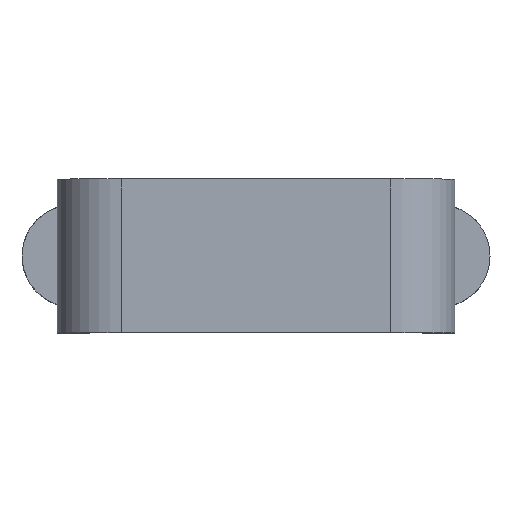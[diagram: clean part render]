
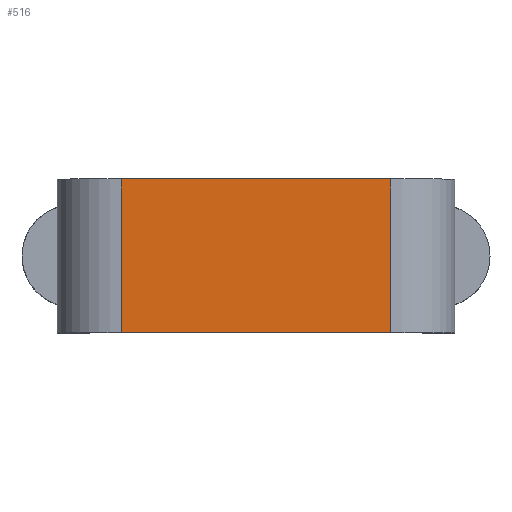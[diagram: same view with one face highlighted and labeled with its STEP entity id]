
A CAD part, top view. The second image highlights one B-rep face of the part: STEP entity #516.
In plain terms, the highlighted planar face has unit normal (0, 0, 1).
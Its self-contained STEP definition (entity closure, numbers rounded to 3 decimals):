
#109 = VERTEX_POINT('',#110);
#110 = CARTESIAN_POINT('',(9.9,-2.4,5.1));
#117 = EDGE_CURVE('',#118,#109,#120,.T.);
#118 = VERTEX_POINT('',#119);
#119 = CARTESIAN_POINT('',(1.5,-2.4,5.1));
#120 = LINE('',#121,#122);
#121 = CARTESIAN_POINT('',(1.5,-2.4,5.1));
#122 = VECTOR('',#123,1.);
#123 = DIRECTION('',(1.,0.,0.));
#496 = VERTEX_POINT('',#497);
#497 = CARTESIAN_POINT('',(9.9,2.4,5.1));
#504 = EDGE_CURVE('',#496,#109,#505,.T.);
#505 = LINE('',#506,#507);
#506 = CARTESIAN_POINT('',(9.9,2.4,5.1));
#507 = VECTOR('',#508,1.);
#508 = DIRECTION('',(0.,-1.,0.));
#516 = ADVANCED_FACE('',(#517),#535,.T.);
#517 = FACE_BOUND('',#518,.T.);
#518 = EDGE_LOOP('',(#519,#527,#533,#534));
#519 = ORIENTED_EDGE('',*,*,#520,.F.);
#520 = EDGE_CURVE('',#521,#496,#523,.T.);
#521 = VERTEX_POINT('',#522);
#522 = CARTESIAN_POINT('',(1.5,2.4,5.1));
#523 = LINE('',#524,#525);
#524 = CARTESIAN_POINT('',(1.5,2.4,5.1));
#525 = VECTOR('',#526,1.);
#526 = DIRECTION('',(1.,0.,0.));
#527 = ORIENTED_EDGE('',*,*,#528,.F.);
#528 = EDGE_CURVE('',#118,#521,#529,.T.);
#529 = LINE('',#530,#531);
#530 = CARTESIAN_POINT('',(1.5,2.4,5.1));
#531 = VECTOR('',#532,1.);
#532 = DIRECTION('',(0.,1.,0.));
#533 = ORIENTED_EDGE('',*,*,#117,.T.);
#534 = ORIENTED_EDGE('',*,*,#504,.F.);
#535 = PLANE('',#536);
#536 = AXIS2_PLACEMENT_3D('',#537,#538,#539);
#537 = CARTESIAN_POINT('',(1.5,2.4,5.1));
#538 = DIRECTION('',(0.,0.,1.));
#539 = DIRECTION('',(0.,-1.,0.));
